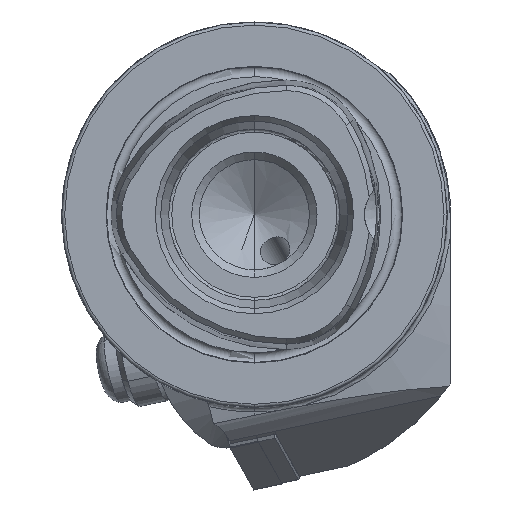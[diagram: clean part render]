
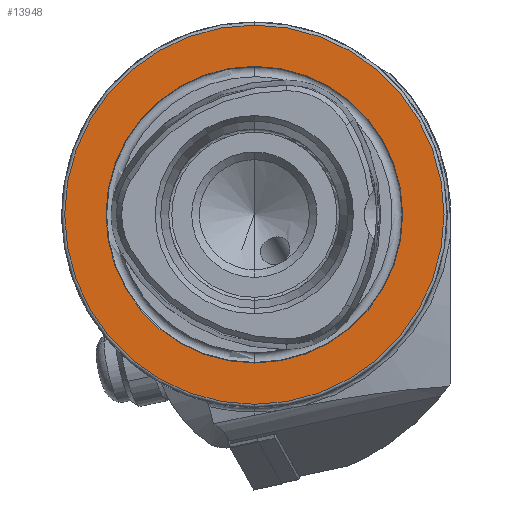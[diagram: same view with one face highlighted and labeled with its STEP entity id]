
A CAD part, left-side view. The second image highlights one B-rep face of the part: STEP entity #13948.
In plain terms, the highlighted planar face has unit normal (-1, 0, 0).
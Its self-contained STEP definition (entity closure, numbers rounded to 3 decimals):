
#1774 = AXIS2_PLACEMENT_3D ( 'NONE', #2923, #2924, #2925 ) ;
#1777 = AXIS2_PLACEMENT_3D ( 'NONE', #2932, #2933, #2934 ) ;
#2534 = CIRCLE ( 'NONE', #1774, 24.25 ) ;
#2550 = CIRCLE ( 'NONE', #1777, 31. ) ;
#2923 = CARTESIAN_POINT ( 'NONE',  ( 0., 0., 0. ) ) ;
#2924 = DIRECTION ( 'NONE',  ( -1., 0., 0. ) ) ;
#2925 = DIRECTION ( 'NONE',  ( 0., 0., 1. ) ) ;
#2932 = CARTESIAN_POINT ( 'NONE',  ( 0., 0., 0. ) ) ;
#2933 = DIRECTION ( 'NONE',  ( -1., 0., 0. ) ) ;
#2934 = DIRECTION ( 'NONE',  ( 0., 0., 1. ) ) ;
#3101 = CARTESIAN_POINT ( 'NONE',  ( 0., 0., -24.25 ) ) ;
#3102 = CARTESIAN_POINT ( 'NONE',  ( 0., 0., 24.25 ) ) ;
#3104 = CARTESIAN_POINT ( 'NONE',  ( 0., 0., 31. ) ) ;
#3105 = CARTESIAN_POINT ( 'NONE',  ( 0., 0., -31. ) ) ;
#4446 = ORIENTED_EDGE ( 'NONE', *, *, #5907, .F. ) ;
#4448 = ORIENTED_EDGE ( 'NONE', *, *, #5906, .T. ) ;
#4452 = ORIENTED_EDGE ( 'NONE', *, *, #11232, .T. ) ;
#4453 = ORIENTED_EDGE ( 'NONE', *, *, #11228, .F. ) ;
#5906 = EDGE_CURVE ( 'NONE', #12832, #12831, #11532, .T. ) ;
#5907 = EDGE_CURVE ( 'NONE', #12829, #12828, #11534, .T. ) ;
#6517 = CARTESIAN_POINT ( 'NONE',  ( 0., 24.25, 0. ) ) ;
#6520 = PLANE ( 'NONE',  #6592 ) ;
#6522 = DIRECTION ( 'NONE',  ( 1., 0., 0. ) ) ;
#6523 = DIRECTION ( 'NONE',  ( 0., 0., -1. ) ) ;
#6592 = AXIS2_PLACEMENT_3D ( 'NONE', #6517, #6522, #6523 ) ;
#6761 = FACE_OUTER_BOUND ( 'NONE', #10554, .T. ) ;
#6765 = FACE_BOUND ( 'NONE', #10555, .T. ) ;
#7852 = CARTESIAN_POINT ( 'NONE',  ( 0., 0., 0. ) ) ;
#7854 = DIRECTION ( 'NONE',  ( -1., 0., 0. ) ) ;
#7856 = DIRECTION ( 'NONE',  ( 0., 0., 1. ) ) ;
#7861 = CARTESIAN_POINT ( 'NONE',  ( 0., 0., 0. ) ) ;
#7863 = DIRECTION ( 'NONE',  ( -1., 0., 0. ) ) ;
#7865 = DIRECTION ( 'NONE',  ( 0., 0., 1. ) ) ;
#10554 = EDGE_LOOP ( 'NONE', ( #4452, #4448 ) ) ;
#10555 = EDGE_LOOP ( 'NONE', ( #4446, #4453 ) ) ;
#11228 = EDGE_CURVE ( 'NONE', #12828, #12829, #2534, .T. ) ;
#11232 = EDGE_CURVE ( 'NONE', #12831, #12832, #2550, .T. ) ;
#11310 = AXIS2_PLACEMENT_3D ( 'NONE', #7852, #7854, #7856 ) ;
#11311 = AXIS2_PLACEMENT_3D ( 'NONE', #7861, #7863, #7865 ) ;
#11532 = CIRCLE ( 'NONE', #11310, 31. ) ;
#11534 = CIRCLE ( 'NONE', #11311, 24.25 ) ;
#12828 = VERTEX_POINT ( 'NONE', #3101 ) ;
#12829 = VERTEX_POINT ( 'NONE', #3102 ) ;
#12831 = VERTEX_POINT ( 'NONE', #3104 ) ;
#12832 = VERTEX_POINT ( 'NONE', #3105 ) ;
#13948 = ADVANCED_FACE ( 'NONE', ( #6765, #6761 ), #6520, .F. ) ;
